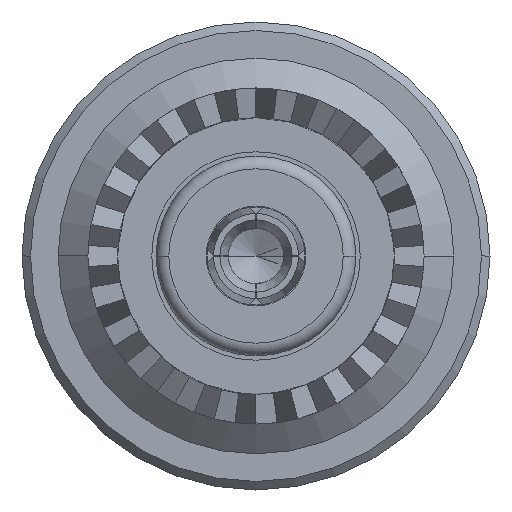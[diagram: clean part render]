
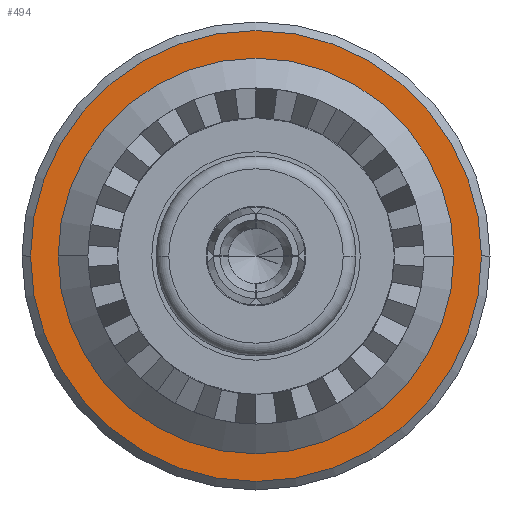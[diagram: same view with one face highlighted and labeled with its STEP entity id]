
A CAD part, left-side view. The second image highlights one B-rep face of the part: STEP entity #494.
In plain terms, the highlighted planar face has unit normal (-1, 0, 0).
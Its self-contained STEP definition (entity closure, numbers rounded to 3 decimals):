
#64 = CARTESIAN_POINT ( 'NONE',  ( -1.622, 5.3, 0. ) ) ;
#120 = DIRECTION ( 'NONE',  ( 0., -1., 0. ) ) ;
#280 = DIRECTION ( 'NONE',  ( -1., 0., 0. ) ) ;
#366 = AXIS2_PLACEMENT_3D ( 'NONE', #2234, #2184, #2128 ) ;
#405 = DIRECTION ( 'NONE',  ( 1., 0., 0. ) ) ;
#425 = CARTESIAN_POINT ( 'NONE',  ( -1.622, 0., 0. ) ) ;
#494 = ADVANCED_FACE ( 'NONE', ( #2249, #644 ), #1693, .F. ) ;
#532 = CARTESIAN_POINT ( 'NONE',  ( -1.622, 0., 0. ) ) ;
#644 = FACE_OUTER_BOUND ( 'NONE', #2523, .T. ) ;
#673 = AXIS2_PLACEMENT_3D ( 'NONE', #64, #405, #4017 ) ;
#899 = CARTESIAN_POINT ( 'NONE',  ( -1.622, 3.9, 0. ) ) ;
#1189 = CARTESIAN_POINT ( 'NONE',  ( -1.622, 0., 0. ) ) ;
#1274 = EDGE_LOOP ( 'NONE', ( #5233, #2297 ) ) ;
#1394 = DIRECTION ( 'NONE',  ( -1., 0., 0. ) ) ;
#1533 = DIRECTION ( 'NONE',  ( 0., -1., 0. ) ) ;
#1612 = ORIENTED_EDGE ( 'NONE', *, *, #5122, .T. ) ;
#1693 = PLANE ( 'NONE',  #673 ) ;
#2128 = DIRECTION ( 'NONE',  ( 0., -1., 0. ) ) ;
#2184 = DIRECTION ( 'NONE',  ( -1., 0., 0. ) ) ;
#2234 = CARTESIAN_POINT ( 'NONE',  ( -1.622, 0., 0. ) ) ;
#2249 = FACE_BOUND ( 'NONE', #1274, .T. ) ;
#2297 = ORIENTED_EDGE ( 'NONE', *, *, #7309, .F. ) ;
#2377 = CIRCLE ( 'NONE', #7365, 5.3 ) ;
#2523 = EDGE_LOOP ( 'NONE', ( #1612, #5281 ) ) ;
#2965 = VERTEX_POINT ( 'NONE', #6695 ) ;
#2985 = AXIS2_PLACEMENT_3D ( 'NONE', #425, #4028, #6435 ) ;
#3121 = AXIS2_PLACEMENT_3D ( 'NONE', #532, #280, #120 ) ;
#3214 = CIRCLE ( 'NONE', #3121, 5.3 ) ;
#4017 = DIRECTION ( 'NONE',  ( 0., 1., 0. ) ) ;
#4028 = DIRECTION ( 'NONE',  ( -1., 0., 0. ) ) ;
#4210 = EDGE_CURVE ( 'NONE', #6383, #5289, #5949, .T. ) ;
#4989 = EDGE_CURVE ( 'NONE', #2965, #7233, #2377, .T. ) ;
#4997 = CARTESIAN_POINT ( 'NONE',  ( -1.622, -3.9, 0. ) ) ;
#5122 = EDGE_CURVE ( 'NONE', #7233, #2965, #3214, .T. ) ;
#5233 = ORIENTED_EDGE ( 'NONE', *, *, #4210, .F. ) ;
#5281 = ORIENTED_EDGE ( 'NONE', *, *, #4989, .T. ) ;
#5289 = VERTEX_POINT ( 'NONE', #899 ) ;
#5949 = CIRCLE ( 'NONE', #366, 3.9 ) ;
#6383 = VERTEX_POINT ( 'NONE', #4997 ) ;
#6435 = DIRECTION ( 'NONE',  ( 0., -1., 0. ) ) ;
#6695 = CARTESIAN_POINT ( 'NONE',  ( -1.622, -5.3, 0. ) ) ;
#6741 = CARTESIAN_POINT ( 'NONE',  ( -1.622, 5.3, 0. ) ) ;
#6769 = CIRCLE ( 'NONE', #2985, 3.9 ) ;
#7233 = VERTEX_POINT ( 'NONE', #6741 ) ;
#7309 = EDGE_CURVE ( 'NONE', #5289, #6383, #6769, .T. ) ;
#7365 = AXIS2_PLACEMENT_3D ( 'NONE', #1189, #1394, #1533 ) ;
